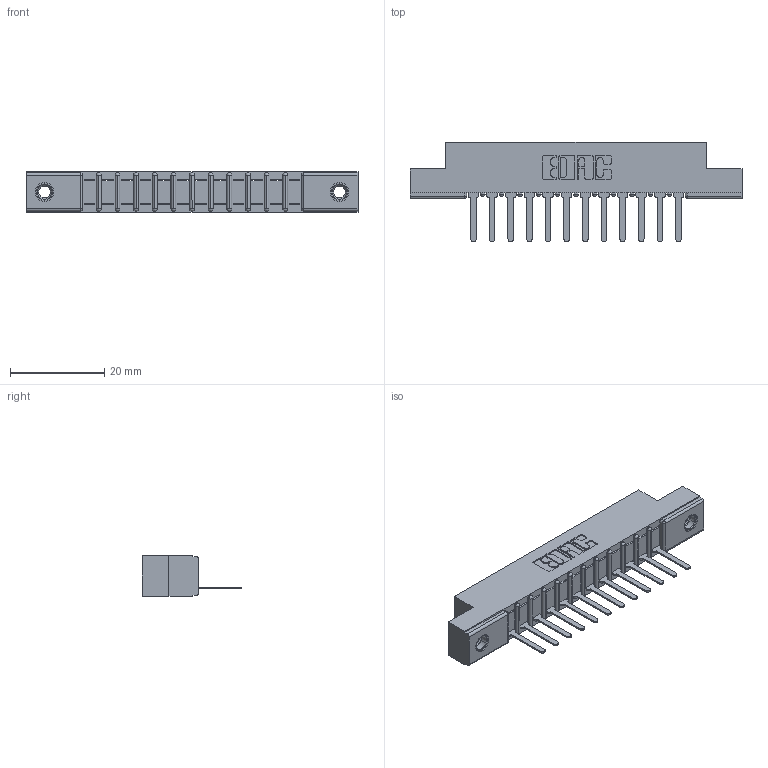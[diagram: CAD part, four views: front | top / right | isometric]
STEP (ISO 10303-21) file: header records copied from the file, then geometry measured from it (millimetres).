
FILE_DESCRIPTION (( 'STEP AP203' ), '1' );
FILE_NAME ('307-012-527-107.STEP', '2019-09-03T15:39:09', ( '' ), ( '' ), 'SwSTEP 2.0', 'SolidWorks 2016', '' );
FILE_SCHEMA (( 'CONFIG_CONTROL_DESIGN' ));
Length unit declared in the file: inch
Products named in the file (4): 345-250-001_345-250-005-103; 307 Part_.156 Dia Mounting Holes; 307-290-001_527; 307-012-527-107
Assembly tree (15 placements, depth 2):
  307-012-527-107
    307 Part_.156 Dia Mounting Holes
    307-290-001_527  x12
    345-250-001_345-250-005-103  x2
Bounding box: 70.56 x 21.11 x 8.71 mm (x, y, z)
Volume: 4474.1 mm3; surface area: 6640.3 mm2
Topology: 15 solids, 15 shells, 863 faces, 2403 edges, 1542 vertices
Faces by surface type: plane 546, cylinder 275, sphere 26, cone 12, torus 4
Entity records: 15139 total; most frequent: CARTESIAN_POINT 2519, ORIENTED_EDGE 2498, DIRECTION 2477, EDGE_CURVE 1249, LINE 945, VECTOR 945, VERTEX_POINT 808, AXIS2_PLACEMENT_3D 766
